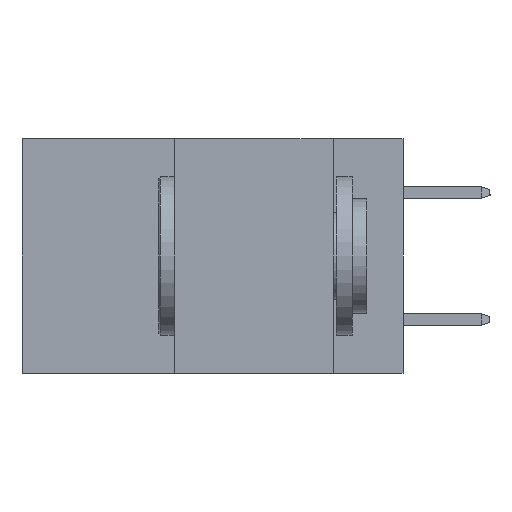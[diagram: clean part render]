
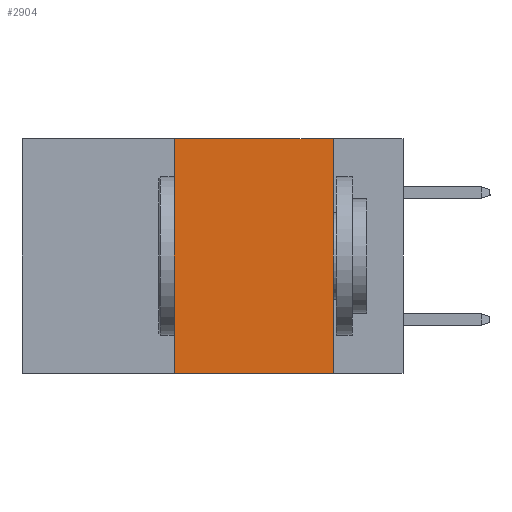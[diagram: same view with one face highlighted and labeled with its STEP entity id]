
A CAD part, left-side view. The second image highlights one B-rep face of the part: STEP entity #2904.
In plain terms, the highlighted planar face has unit normal (-1, 0, 0).
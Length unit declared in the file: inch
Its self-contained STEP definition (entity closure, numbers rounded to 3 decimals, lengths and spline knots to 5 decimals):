
#220 = ORIENTED_EDGE ( 'NONE', *, *, #13420, .F. ) ;
#952 = DIRECTION ( 'NONE',  ( 0., 0., -1. ) ) ;
#1122 = VECTOR ( 'NONE', #15509, 39.37008 ) ;
#1203 = CARTESIAN_POINT ( 'NONE',  ( 0., 0.11, 0. ) ) ;
#1466 = EDGE_LOOP ( 'NONE', ( #6841, #8700, #220, #12450 ) ) ;
#2236 = FACE_OUTER_BOUND ( 'NONE', #1466, .T. ) ;
#2904 = ADVANCED_FACE ( 'NONE', ( #2236 ), #7470, .F. ) ;
#3005 = VERTEX_POINT ( 'NONE', #10555 ) ;
#4795 = EDGE_CURVE ( 'NONE', #10784, #13222, #12760, .T. ) ;
#5510 = EDGE_CURVE ( 'NONE', #13360, #3005, #7992, .T. ) ;
#6310 = CARTESIAN_POINT ( 'NONE',  ( 0., 0.36, 0. ) ) ;
#6841 = ORIENTED_EDGE ( 'NONE', *, *, #9579, .F. ) ;
#7054 = VECTOR ( 'NONE', #12720, 39.37008 ) ;
#7470 = PLANE ( 'NONE',  #15495 ) ;
#7992 = LINE ( 'NONE', #15610, #8454 ) ;
#8454 = VECTOR ( 'NONE', #11753, 39.37008 ) ;
#8513 = VECTOR ( 'NONE', #10387, 39.37008 ) ;
#8700 = ORIENTED_EDGE ( 'NONE', *, *, #5510, .F. ) ;
#8792 = LINE ( 'NONE', #6310, #7054 ) ;
#9579 = EDGE_CURVE ( 'NONE', #3005, #13222, #11816, .T. ) ;
#10025 = CARTESIAN_POINT ( 'NONE',  ( 0., 0.36, -0.37 ) ) ;
#10387 = DIRECTION ( 'NONE',  ( 0., -1., 0. ) ) ;
#10555 = CARTESIAN_POINT ( 'NONE',  ( 0., 0.11, 0. ) ) ;
#10784 = VERTEX_POINT ( 'NONE', #10025 ) ;
#11753 = DIRECTION ( 'NONE',  ( 0., -1., 0. ) ) ;
#11816 = LINE ( 'NONE', #1203, #1122 ) ;
#12450 = ORIENTED_EDGE ( 'NONE', *, *, #4795, .T. ) ;
#12668 = DIRECTION ( 'NONE',  ( 1., 0., 0. ) ) ;
#12720 = DIRECTION ( 'NONE',  ( 0., 0., 1. ) ) ;
#12755 = CARTESIAN_POINT ( 'NONE',  ( 0., 0.6, 0. ) ) ;
#12760 = LINE ( 'NONE', #14053, #8513 ) ;
#13222 = VERTEX_POINT ( 'NONE', #16188 ) ;
#13360 = VERTEX_POINT ( 'NONE', #16783 ) ;
#13420 = EDGE_CURVE ( 'NONE', #10784, #13360, #8792, .T. ) ;
#14053 = CARTESIAN_POINT ( 'NONE',  ( 0., 0.6, -0.37 ) ) ;
#15495 = AXIS2_PLACEMENT_3D ( 'NONE', #12755, #12668, #952 ) ;
#15509 = DIRECTION ( 'NONE',  ( 0., 0., -1. ) ) ;
#15610 = CARTESIAN_POINT ( 'NONE',  ( 0., 0.6, 0. ) ) ;
#16188 = CARTESIAN_POINT ( 'NONE',  ( 0., 0.11, -0.37 ) ) ;
#16783 = CARTESIAN_POINT ( 'NONE',  ( 0., 0.36, 0. ) ) ;
